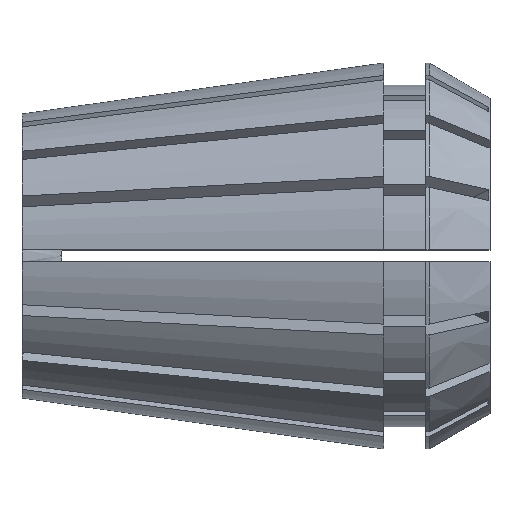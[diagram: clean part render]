
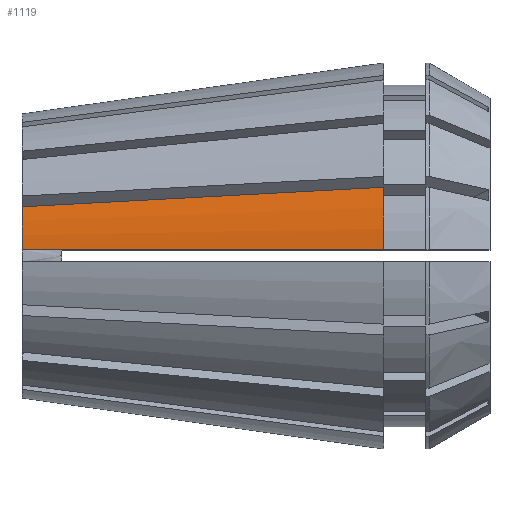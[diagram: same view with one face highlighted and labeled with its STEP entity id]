
A CAD part, top view. The second image highlights one B-rep face of the part: STEP entity #1119.
In plain terms, the highlighted conical face has half-angle 8 degrees and reference radius 16.5 mm.
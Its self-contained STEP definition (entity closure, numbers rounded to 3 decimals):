
#194 = CARTESIAN_POINT ( 'NONE',  ( 1.287, 0.5, 12.328 ) ) ;
#543 = CARTESIAN_POINT ( 'NONE',  ( 10.3, 4.741, 12.753 ) ) ;
#864 = DIRECTION ( 'NONE',  ( -1., 0., 0. ) ) ;
#866 = CIRCLE ( 'NONE', #4377, 12.158 ) ;
#1012 = EDGE_CURVE ( 'NONE', #2484, #1906, #866, .T. ) ;
#1100 = CARTESIAN_POINT ( 'NONE',  ( 0., 0., 0. ) ) ;
#1119 = ADVANCED_FACE ( 'NONE', ( #3749 ), #3481, .T. ) ;
#1414 = DIRECTION ( 'NONE',  ( -1., 0., 0. ) ) ;
#1453 = DIRECTION ( 'NONE',  ( 0., 0., 1. ) ) ;
#1487 = DIRECTION ( 'NONE',  ( 1., 0., 0. ) ) ;
#1819 = ORIENTED_EDGE ( 'NONE', *, *, #5177, .F. ) ;
#1864 = CARTESIAN_POINT ( 'NONE',  ( 25.941, 0.5, 15.795 ) ) ;
#1906 = VERTEX_POINT ( 'NONE', #2814 ) ;
#2265 = ORIENTED_EDGE ( 'NONE', *, *, #4670, .T. ) ;
#2275 = CARTESIAN_POINT ( 'NONE',  ( 30.9, 0.5, 16.493 ) ) ;
#2297 = CARTESIAN_POINT ( 'NONE',  ( 11.221, 0.5, 13.726 ) ) ;
#2404 = AXIS2_PLACEMENT_3D ( 'NONE', #5045, #1487, #5328 ) ;
#2484 = VERTEX_POINT ( 'NONE', #3342 ) ;
#2592 = CIRCLE ( 'NONE', #5400, 16.5 ) ;
#2660 = CARTESIAN_POINT ( 'NONE',  ( 30.9, 5.85, 15.429 ) ) ;
#2729 = CARTESIAN_POINT ( 'NONE',  ( 2.574, 0.5, 12.509 ) ) ;
#2808 = CARTESIAN_POINT ( 'NONE',  ( 30.9, 0.5, 16.493 ) ) ;
#2814 = CARTESIAN_POINT ( 'NONE',  ( 0., 4.187, 11.414 ) ) ;
#2853 = EDGE_LOOP ( 'NONE', ( #5431, #2265, #3878, #1819 ) ) ;
#3106 = CARTESIAN_POINT ( 'NONE',  ( 20.6, 5.295, 14.091 ) ) ;
#3152 = CARTESIAN_POINT ( 'NONE',  ( 29.247, 0.5, 16.26 ) ) ;
#3177 = CARTESIAN_POINT ( 'NONE',  ( 0., 0.5, 12.147 ) ) ;
#3342 = CARTESIAN_POINT ( 'NONE',  ( 0., 0.5, 12.147 ) ) ;
#3432 = CARTESIAN_POINT ( 'NONE',  ( 30.9, 0., 0. ) ) ;
#3481 = CONICAL_SURFACE ( 'NONE', #2404, 16.5, 0.14 ) ;
#3544 = CARTESIAN_POINT ( 'NONE',  ( 0., 4.187, 11.414 ) ) ;
#3687 = VERTEX_POINT ( 'NONE', #2808 ) ;
#3749 = FACE_OUTER_BOUND ( 'NONE', #2853, .T. ) ;
#3841 = EDGE_CURVE ( 'NONE', #3687, #4262, #2592, .T. ) ;
#3856 = DIRECTION ( 'NONE',  ( 0., 0., 1. ) ) ;
#3878 = ORIENTED_EDGE ( 'NONE', *, *, #1012, .F. ) ;
#3898 = B_SPLINE_CURVE_WITH_KNOTS ( 'NONE', 3,
 ( #2660, #3106, #543, #3544 ),
 .UNSPECIFIED., .F., .F.,
 ( 4, 4 ),
 ( 0., 0.031 ),
 .UNSPECIFIED. ) ;
#4262 = VERTEX_POINT ( 'NONE', #5486 ) ;
#4377 = AXIS2_PLACEMENT_3D ( 'NONE', #1100, #1414, #1453 ) ;
#4458 = CARTESIAN_POINT ( 'NONE',  ( 27.594, 0.5, 16.028 ) ) ;
#4670 = EDGE_CURVE ( 'NONE', #4262, #1906, #3898, .T. ) ;
#4779 = B_SPLINE_CURVE_WITH_KNOTS ( 'NONE', 3,
 ( #2275, #3152, #4458, #1864, #4882, #2297, #5300, #2729, #194, #3177 ),
 .UNSPECIFIED., .F., .F.,
 ( 4, 3, 3, 4 ),
 ( 0.064, 0.069, 0.091, 0.095 ),
 .UNSPECIFIED. ) ;
#4882 = CARTESIAN_POINT ( 'NONE',  ( 18.581, 0.5, 14.761 ) ) ;
#5045 = CARTESIAN_POINT ( 'NONE',  ( 30.9, 0., 0. ) ) ;
#5177 = EDGE_CURVE ( 'NONE', #3687, #2484, #4779, .T. ) ;
#5300 = CARTESIAN_POINT ( 'NONE',  ( 3.861, 0.5, 12.69 ) ) ;
#5328 = DIRECTION ( 'NONE',  ( 0., 0., -1. ) ) ;
#5400 = AXIS2_PLACEMENT_3D ( 'NONE', #3432, #864, #3856 ) ;
#5431 = ORIENTED_EDGE ( 'NONE', *, *, #3841, .T. ) ;
#5486 = CARTESIAN_POINT ( 'NONE',  ( 30.9, 5.85, 15.429 ) ) ;
